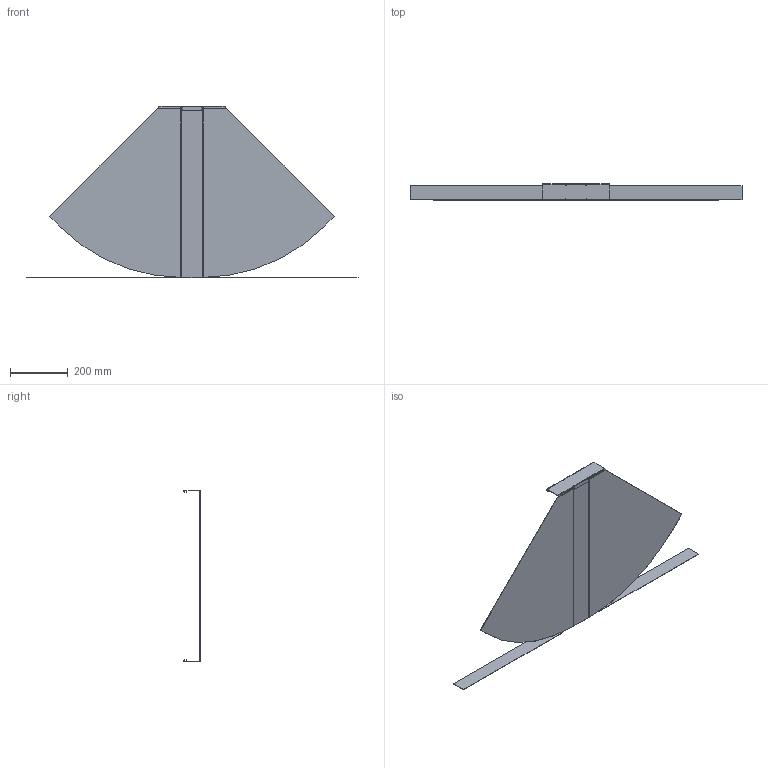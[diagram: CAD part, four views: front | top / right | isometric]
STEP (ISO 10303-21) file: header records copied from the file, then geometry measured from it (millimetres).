
FILE_DESCRIPTION (( 'STEP AP214' ), '1' );
FILE_NAME ('6037112.STEP', '2024-11-05T10:12:12', ( '' ), ( '' ), 'SwSTEP 2.0', 'SolidWorks 2022', '' );
FILE_SCHEMA (( 'AUTOMOTIVE_DESIGN' ));
Length unit declared in the file: millimetre
Products named in the file (3): 6037112; 167753_600; 167655_60x0°
Assembly tree (2 placements, depth 2):
  6037112
    167753_600
    167655_60x0°
Bounding box: 1150 x 57 x 595 mm (x, y, z)
Volume: 565522.2 mm3; surface area: 911618.5 mm2
Topology: 2 solids, 2 shells, 142 faces, 318 edges, 180 vertices
Faces by surface type: plane 94, cylinder 38, bspline 10
Entity records: 4158 total; most frequent: CARTESIAN_POINT 1013, ORIENTED_EDGE 636, DIRECTION 608, EDGE_CURVE 318, VECTOR 222, LINE 222, AXIS2_PLACEMENT_3D 193, VERTEX_POINT 180
